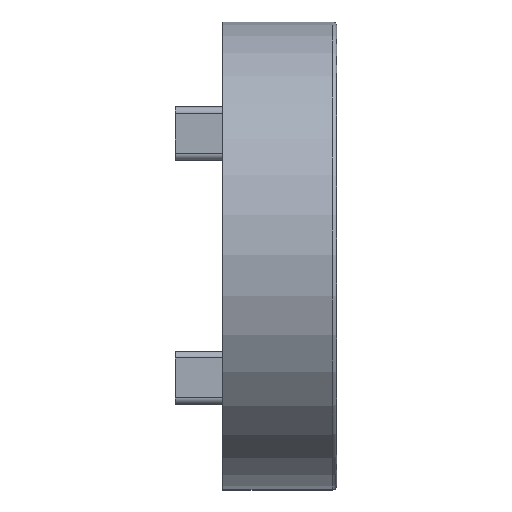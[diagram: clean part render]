
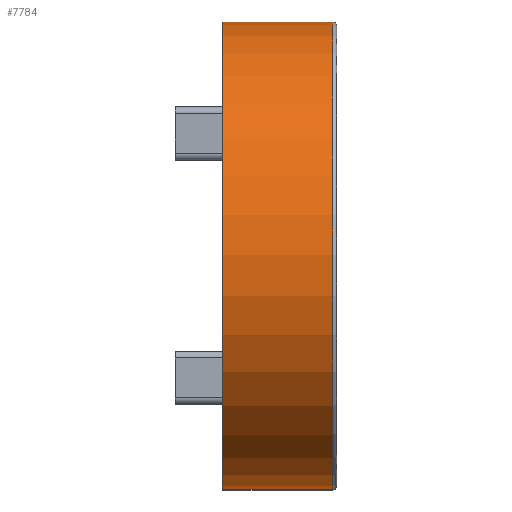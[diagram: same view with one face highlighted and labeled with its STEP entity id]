
A CAD part, top view. The second image highlights one B-rep face of the part: STEP entity #7784.
In plain terms, the highlighted cylindrical face has radius 17.25 mm (diameter 34.5 mm), a partial arc.
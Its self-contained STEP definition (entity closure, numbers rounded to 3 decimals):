
#650 = CARTESIAN_POINT ( 'NONE',  ( 0., 0., 20.25 ) ) ;
#1018 = LINE ( 'NONE', #12901, #20103 ) ;
#2302 = EDGE_CURVE ( 'NONE', #18414, #19490, #1018, .T. ) ;
#2479 = ORIENTED_EDGE ( 'NONE', *, *, #9545, .T. ) ;
#3455 = DIRECTION ( 'NONE',  ( 0., 0., -1. ) ) ;
#4056 = LINE ( 'NONE', #9053, #13032 ) ;
#4643 = DIRECTION ( 'NONE',  ( -1., 0., 0. ) ) ;
#5072 = DIRECTION ( 'NONE',  ( 1., 0., 0. ) ) ;
#5397 = VERTEX_POINT ( 'NONE', #17426 ) ;
#5561 = CIRCLE ( 'NONE', #14884, 17.25 ) ;
#6126 = CARTESIAN_POINT ( 'NONE',  ( 8.4, 0., 20.25 ) ) ;
#6152 = CARTESIAN_POINT ( 'NONE',  ( 0., -17.25, 20.25 ) ) ;
#6579 = AXIS2_PLACEMENT_3D ( 'NONE', #6126, #17823, #17753 ) ;
#7093 = CARTESIAN_POINT ( 'NONE',  ( 8.1, -17.25, 20.25 ) ) ;
#7784 = ADVANCED_FACE ( 'NONE', ( #19441 ), #18648, .T. ) ;
#8016 = ORIENTED_EDGE ( 'NONE', *, *, #14549, .T. ) ;
#8236 = EDGE_CURVE ( 'NONE', #19136, #19490, #5561, .T. ) ;
#9039 = CARTESIAN_POINT ( 'NONE',  ( 0., 17.25, 20.25 ) ) ;
#9053 = CARTESIAN_POINT ( 'NONE',  ( 8.4, 17.25, 20.25 ) ) ;
#9262 = AXIS2_PLACEMENT_3D ( 'NONE', #11995, #17078, #20449 ) ;
#9545 = EDGE_CURVE ( 'NONE', #18414, #5397, #18355, .T. ) ;
#11952 = ORIENTED_EDGE ( 'NONE', *, *, #8236, .T. ) ;
#11995 = CARTESIAN_POINT ( 'NONE',  ( 8.1, 0., 20.25 ) ) ;
#12901 = CARTESIAN_POINT ( 'NONE',  ( 8.4, -17.25, 20.25 ) ) ;
#13032 = VECTOR ( 'NONE', #20902, 1000. ) ;
#14549 = EDGE_CURVE ( 'NONE', #5397, #19136, #4056, .T. ) ;
#14884 = AXIS2_PLACEMENT_3D ( 'NONE', #650, #5072, #3455 ) ;
#15596 = EDGE_LOOP ( 'NONE', ( #18363, #2479, #8016, #11952 ) ) ;
#17078 = DIRECTION ( 'NONE',  ( -1., 0., 0. ) ) ;
#17426 = CARTESIAN_POINT ( 'NONE',  ( 8.1, 17.25, 20.25 ) ) ;
#17753 = DIRECTION ( 'NONE',  ( 0., 0., 1. ) ) ;
#17823 = DIRECTION ( 'NONE',  ( -1., 0., 0. ) ) ;
#18355 = CIRCLE ( 'NONE', #9262, 17.25 ) ;
#18363 = ORIENTED_EDGE ( 'NONE', *, *, #2302, .F. ) ;
#18414 = VERTEX_POINT ( 'NONE', #7093 ) ;
#18648 = CYLINDRICAL_SURFACE ( 'NONE', #6579, 17.25 ) ;
#19136 = VERTEX_POINT ( 'NONE', #9039 ) ;
#19441 = FACE_OUTER_BOUND ( 'NONE', #15596, .T. ) ;
#19490 = VERTEX_POINT ( 'NONE', #6152 ) ;
#20103 = VECTOR ( 'NONE', #4643, 1000. ) ;
#20449 = DIRECTION ( 'NONE',  ( 0., 0., -1. ) ) ;
#20902 = DIRECTION ( 'NONE',  ( -1., 0., 0. ) ) ;
